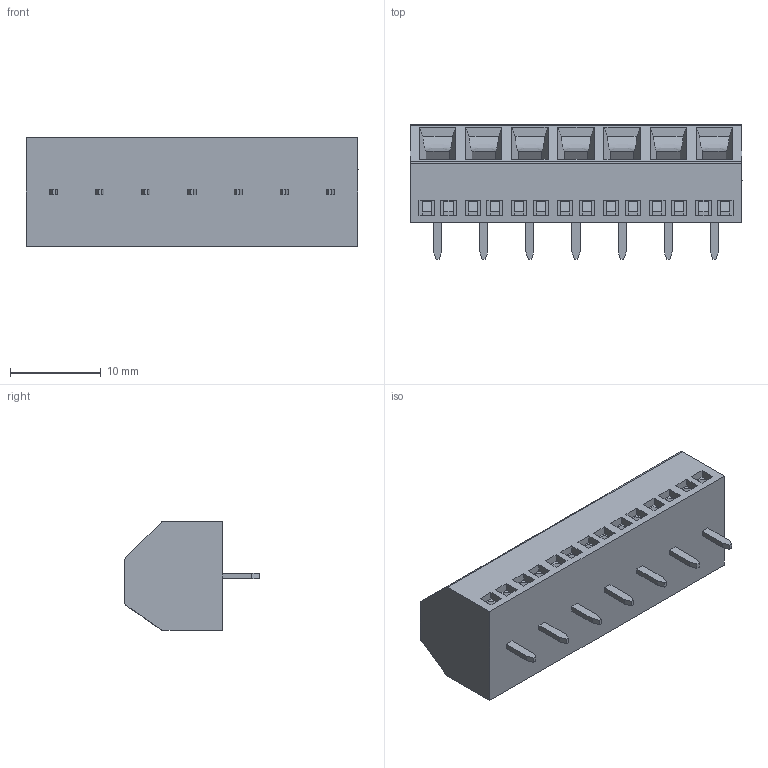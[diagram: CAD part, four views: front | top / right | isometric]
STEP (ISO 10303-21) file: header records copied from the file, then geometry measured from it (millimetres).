
FILE_DESCRIPTION (( 'STEP AP214' ), '1' );
FILE_NAME ('DG127S-5.08-07P-14-00AH.STEP', '2021-01-03T04:13:20', ( '' ), ( '' ), 'SwSTEP 2.0', 'SolidWorks 2020', '' );
FILE_SCHEMA (( 'AUTOMOTIVE_DESIGN' ));
Length unit declared in the file: millimetre
Products named in the file (1): DG127S-5.08-07P-14-00AH
Bounding box: 36.56 x 14.8 x 12 mm (x, y, z)
Volume: 3725 mm3; surface area: 2693.5 mm2
Topology: 1 solids, 1 shells, 756 faces, 2021 edges, 1345 vertices
Faces by surface type: plane 500, bspline 178, cylinder 57, torus 21
Entity records: 36556 total; most frequent: CARTESIAN_POINT 14159, ORIENTED_EDGE 4042, DIRECTION 2923, EDGE_CURVE 2021, VECTOR 1425, LINE 1425, VERTEX_POINT 1345, EDGE_LOOP 834
